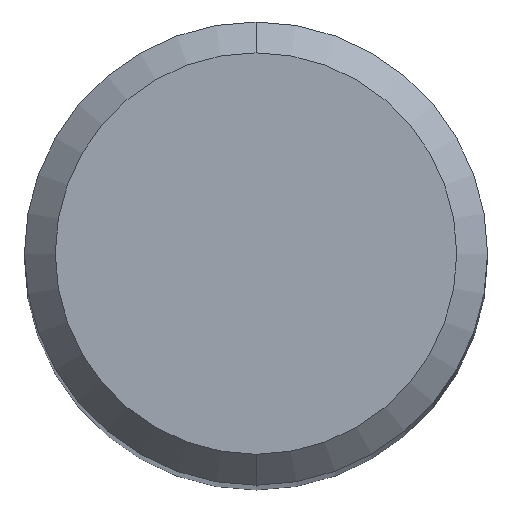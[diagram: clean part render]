
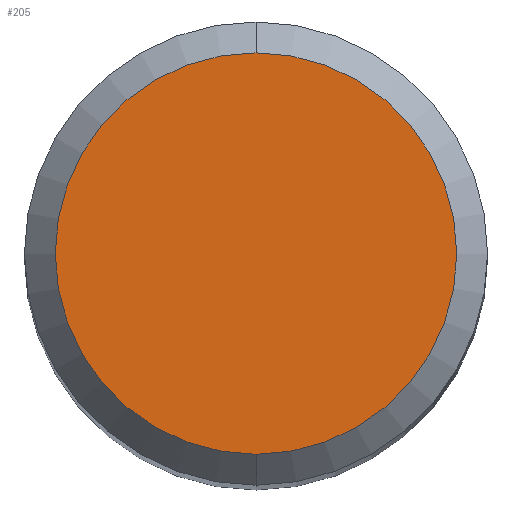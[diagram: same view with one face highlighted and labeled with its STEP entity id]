
A CAD part, top view. The second image highlights one B-rep face of the part: STEP entity #205.
In plain terms, the highlighted planar face has unit normal (0, 0, 1).
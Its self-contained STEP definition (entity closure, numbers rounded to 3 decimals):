
#205=ADVANCED_FACE('',(#484),#485,.T.);
#243=EDGE_CURVE('',#379,#361,#526,.T.);
#313=EDGE_CURVE('',#361,#379,#601,.T.);
#361=VERTEX_POINT('',#655);
#379=VERTEX_POINT('',#677);
#484=FACE_OUTER_BOUND('',#872,.T.);
#485=PLANE('',#873);
#526=CIRCLE('',#963,2.6);
#601=CIRCLE('',#1157,2.6);
#655=CARTESIAN_POINT('',(0.,-2.6,0.0));
#677=CARTESIAN_POINT('',(0.0,2.6,0.0));
#872=EDGE_LOOP('',(#1367,#1368));
#873=AXIS2_PLACEMENT_3D('',#1369,#1370,#1371);
#963=AXIS2_PLACEMENT_3D('',#1425,#1426,#1427);
#1157=AXIS2_PLACEMENT_3D('',#1496,#1497,#1498);
#1367=ORIENTED_EDGE('',*,*,#243,.F.);
#1368=ORIENTED_EDGE('',*,*,#313,.F.);
#1369=CARTESIAN_POINT('',(0.0,1.3,0.0));
#1370=DIRECTION('',(-0.0,0.0,1.0));
#1371=DIRECTION('',(0.0,-1.0,0.0));
#1425=CARTESIAN_POINT('',(0.0,0.0,0.0));
#1426=DIRECTION('',(0.0,0.0,-1.0));
#1427=DIRECTION('',(0.0,1.0,0.0));
#1496=CARTESIAN_POINT('',(0.0,0.0,0.0));
#1497=DIRECTION('',(0.0,0.0,-1.0));
#1498=DIRECTION('',(0.0,1.0,0.0));
